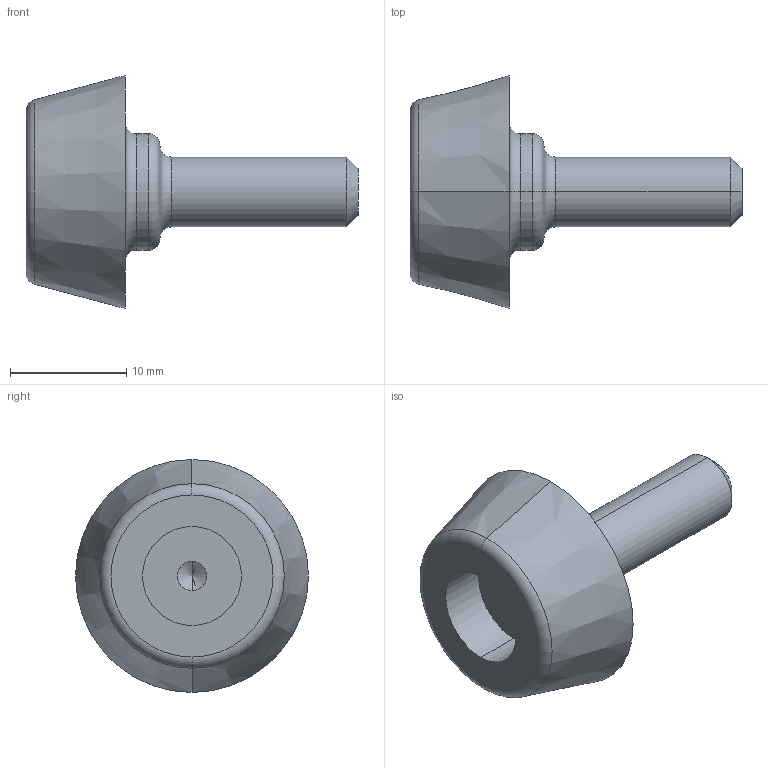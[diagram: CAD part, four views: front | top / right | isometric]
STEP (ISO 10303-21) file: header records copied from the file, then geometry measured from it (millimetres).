
FILE_DESCRIPTION (( 'STEP AP214' ), '1' );
FILE_NAME ('doit indexage hauvent.STEP', '2024-09-04T17:22:32', ( '' ), ( '' ), 'SwSTEP 2.0', 'SolidWorks 2018', '' );
FILE_SCHEMA (( 'AUTOMOTIVE_DESIGN' ));
Length unit declared in the file: millimetre
Products named in the file (1): doit indexage hauvent
Bounding box: 28.5 x 20 x 20 mm (x, y, z)
Volume: 2558.1 mm3; surface area: 1502.7 mm2
Topology: 1 solids, 1 shells, 26 faces, 52 edges, 29 vertices
Faces by surface type: torus 8, cylinder 8, cone 6, plane 4
Entity records: 744 total; most frequent: DIRECTION 140, CARTESIAN_POINT 106, ORIENTED_EDGE 100, AXIS2_PLACEMENT_3D 63, EDGE_CURVE 50, CIRCLE 36, VERTEX_POINT 29, EDGE_LOOP 29
